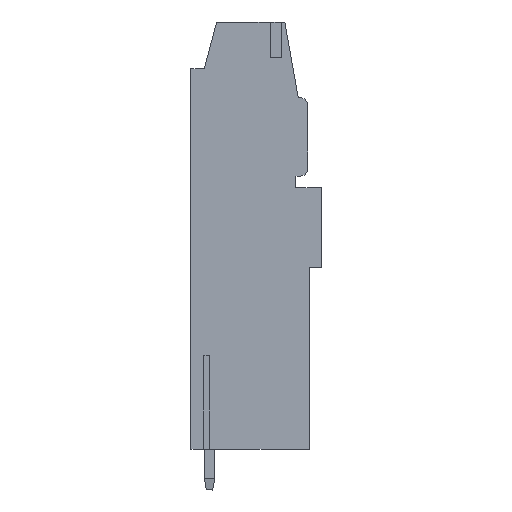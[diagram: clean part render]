
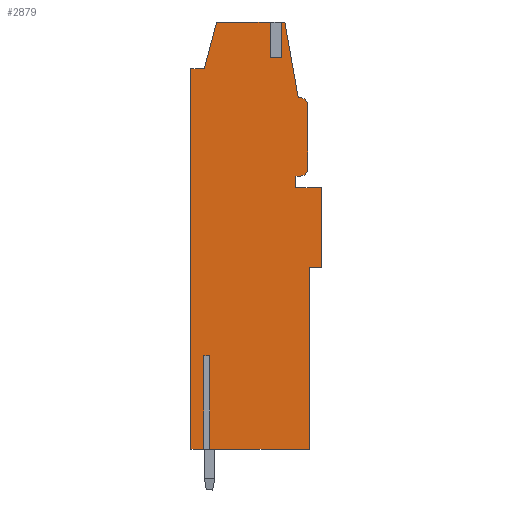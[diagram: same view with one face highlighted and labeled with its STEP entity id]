
A CAD part, left-side view. The second image highlights one B-rep face of the part: STEP entity #2879.
In plain terms, the highlighted planar face has unit normal (-1, 0, 0).
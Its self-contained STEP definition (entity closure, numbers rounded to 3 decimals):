
#1363=AXIS2_PLACEMENT_3D('Circle Axis2P3D',#1361,#1362,$) ;
#1527=AXIS2_PLACEMENT_3D('Circle Axis2P3D',#1525,#1526,$) ;
#2832=AXIS2_PLACEMENT_3D('Plane Axis2P3D',#2829,#2830,#2831) ;
#297=CARTESIAN_POINT('Vertex',(0.45,3.61,37.1)) ;
#300=CARTESIAN_POINT('Line Origine',(0.45,3.61,38.6)) ;
#304=CARTESIAN_POINT('Vertex',(0.45,3.61,40.1)) ;
#387=CARTESIAN_POINT('Vertex',(0.45,4.11,37.1)) ;
#390=CARTESIAN_POINT('Line Origine',(0.45,3.86,37.1)) ;
#424=CARTESIAN_POINT('Vertex',(0.45,8.96,40.1)) ;
#427=CARTESIAN_POINT('Line Origine',(0.45,6.535,40.1)) ;
#431=CARTESIAN_POINT('Vertex',(0.45,4.11,40.1)) ;
#467=CARTESIAN_POINT('Line Origine',(0.45,3.36,40.1)) ;
#471=CARTESIAN_POINT('Vertex',(0.45,3.11,40.1)) ;
#634=CARTESIAN_POINT('Line Origine',(0.45,4.11,38.6)) ;
#764=CARTESIAN_POINT('Vertex',(0.45,10.01,36.1)) ;
#767=CARTESIAN_POINT('Line Origine',(0.45,9.485,38.1)) ;
#833=CARTESIAN_POINT('Vertex',(0.45,11.16,36.1)) ;
#838=CARTESIAN_POINT('Line Origine',(0.45,10.585,36.1)) ;
#880=CARTESIAN_POINT('Vertex',(0.45,11.16,3.5)) ;
#883=CARTESIAN_POINT('Line Origine',(0.45,11.16,19.8)) ;
#1000=CARTESIAN_POINT('Vertex',(0.45,1.001,19.1)) ;
#1003=CARTESIAN_POINT('Line Origine',(0.45,1.001,11.3)) ;
#1007=CARTESIAN_POINT('Vertex',(0.45,1.001,3.5)) ;
#1089=CARTESIAN_POINT('Vertex',(0.45,0.,19.1)) ;
#1092=CARTESIAN_POINT('Line Origine',(0.45,0.501,19.1)) ;
#1165=CARTESIAN_POINT('Vertex',(0.45,0.,25.9)) ;
#1168=CARTESIAN_POINT('Line Origine',(0.45,0.,22.5)) ;
#1265=CARTESIAN_POINT('Vertex',(0.45,2.16,25.9)) ;
#1268=CARTESIAN_POINT('Line Origine',(0.45,1.08,25.9)) ;
#1296=CARTESIAN_POINT('Vertex',(0.45,2.16,26.9)) ;
#1299=CARTESIAN_POINT('Line Origine',(0.45,2.16,26.4)) ;
#1327=CARTESIAN_POINT('Vertex',(0.45,1.76,26.9)) ;
#1330=CARTESIAN_POINT('Line Origine',(0.45,1.96,26.9)) ;
#1358=CARTESIAN_POINT('Vertex',(0.45,1.16,27.5)) ;
#1361=CARTESIAN_POINT('Axis2P3D Location',(0.45,1.76,27.5)) ;
#1389=CARTESIAN_POINT('Vertex',(0.45,1.16,33.)) ;
#1392=CARTESIAN_POINT('Line Origine',(0.45,1.16,30.25)) ;
#1522=CARTESIAN_POINT('Vertex',(0.45,1.76,33.6)) ;
#1525=CARTESIAN_POINT('Axis2P3D Location',(0.45,1.76,33.)) ;
#1553=CARTESIAN_POINT('Vertex',(0.45,1.96,33.6)) ;
#1556=CARTESIAN_POINT('Line Origine',(0.45,1.86,33.6)) ;
#1578=CARTESIAN_POINT('Line Origine',(0.45,2.535,36.85)) ;
#2745=CARTESIAN_POINT('Line Origine',(0.45,10.61,3.5)) ;
#2749=CARTESIAN_POINT('Vertex',(0.45,10.06,3.5)) ;
#2752=CARTESIAN_POINT('Line Origine',(0.45,5.281,3.5)) ;
#2756=CARTESIAN_POINT('Vertex',(0.45,9.56,3.5)) ;
#2829=CARTESIAN_POINT('Axis2P3D Location',(0.45,0.,0.)) ;
#2834=CARTESIAN_POINT('Line Origine',(0.45,10.06,7.5)) ;
#2838=CARTESIAN_POINT('Vertex',(0.45,10.06,11.5)) ;
#2841=CARTESIAN_POINT('Line Origine',(0.45,9.81,11.5)) ;
#2845=CARTESIAN_POINT('Vertex',(0.45,9.56,11.5)) ;
#2848=CARTESIAN_POINT('Line Origine',(0.45,9.56,7.5)) ;
#301=DIRECTION('Vector Direction',(0.,0.,1.)) ;
#391=DIRECTION('Vector Direction',(0.,1.,0.)) ;
#428=DIRECTION('Vector Direction',(0.,-1.,0.)) ;
#468=DIRECTION('Vector Direction',(0.,-1.,0.)) ;
#635=DIRECTION('Vector Direction',(0.,0.,1.)) ;
#768=DIRECTION('Vector Direction',(0.,-0.254,0.967)) ;
#839=DIRECTION('Vector Direction',(0.,-1.,0.)) ;
#884=DIRECTION('Vector Direction',(0.,0.,1.)) ;
#1004=DIRECTION('Vector Direction',(0.,0.,-1.)) ;
#1093=DIRECTION('Vector Direction',(0.,1.,0.)) ;
#1169=DIRECTION('Vector Direction',(0.,0.,-1.)) ;
#1269=DIRECTION('Vector Direction',(0.,-1.,0.)) ;
#1300=DIRECTION('Vector Direction',(0.,0.,-1.)) ;
#1331=DIRECTION('Vector Direction',(0.,1.,0.)) ;
#1362=DIRECTION('Axis2P3D Direction',(-1.,0.,0.)) ;
#1393=DIRECTION('Vector Direction',(0.,0.,-1.)) ;
#1526=DIRECTION('Axis2P3D Direction',(-1.,0.,0.)) ;
#1557=DIRECTION('Vector Direction',(0.,-1.,0.)) ;
#1579=DIRECTION('Vector Direction',(0.,-0.174,-0.985)) ;
#2746=DIRECTION('Vector Direction',(0.,1.,0.)) ;
#2753=DIRECTION('Vector Direction',(0.,1.,0.)) ;
#2830=DIRECTION('Axis2P3D Direction',(-1.,0.,0.)) ;
#2831=DIRECTION('Axis2P3D XDirection',(0.,0.,1.)) ;
#2835=DIRECTION('Vector Direction',(0.,0.,1.)) ;
#2842=DIRECTION('Vector Direction',(0.,-1.,0.)) ;
#2849=DIRECTION('Vector Direction',(0.,0.,1.)) ;
#302=VECTOR('Line Direction',#301,1.) ;
#392=VECTOR('Line Direction',#391,1.) ;
#429=VECTOR('Line Direction',#428,1.) ;
#469=VECTOR('Line Direction',#468,1.) ;
#636=VECTOR('Line Direction',#635,1.) ;
#769=VECTOR('Line Direction',#768,1.) ;
#840=VECTOR('Line Direction',#839,1.) ;
#885=VECTOR('Line Direction',#884,1.) ;
#1005=VECTOR('Line Direction',#1004,1.) ;
#1094=VECTOR('Line Direction',#1093,1.) ;
#1170=VECTOR('Line Direction',#1169,1.) ;
#1270=VECTOR('Line Direction',#1269,1.) ;
#1301=VECTOR('Line Direction',#1300,1.) ;
#1332=VECTOR('Line Direction',#1331,1.) ;
#1394=VECTOR('Line Direction',#1393,1.) ;
#1558=VECTOR('Line Direction',#1557,1.) ;
#1580=VECTOR('Line Direction',#1579,1.) ;
#2747=VECTOR('Line Direction',#2746,1.) ;
#2754=VECTOR('Line Direction',#2753,1.) ;
#2836=VECTOR('Line Direction',#2835,1.) ;
#2843=VECTOR('Line Direction',#2842,1.) ;
#2850=VECTOR('Line Direction',#2849,1.) ;
#2854=ORIENTED_EDGE('',*,*,#2758,.T.) ;
#2855=ORIENTED_EDGE('',*,*,#1009,.T.) ;
#2856=ORIENTED_EDGE('',*,*,#1096,.T.) ;
#2857=ORIENTED_EDGE('',*,*,#1172,.T.) ;
#2858=ORIENTED_EDGE('',*,*,#1272,.T.) ;
#2859=ORIENTED_EDGE('',*,*,#1303,.T.) ;
#2860=ORIENTED_EDGE('',*,*,#1334,.T.) ;
#2861=ORIENTED_EDGE('',*,*,#1365,.T.) ;
#2862=ORIENTED_EDGE('',*,*,#1396,.T.) ;
#2863=ORIENTED_EDGE('',*,*,#1529,.T.) ;
#2864=ORIENTED_EDGE('',*,*,#1560,.T.) ;
#2865=ORIENTED_EDGE('',*,*,#1582,.T.) ;
#2866=ORIENTED_EDGE('',*,*,#473,.T.) ;
#2867=ORIENTED_EDGE('',*,*,#306,.F.) ;
#2868=ORIENTED_EDGE('',*,*,#394,.T.) ;
#2869=ORIENTED_EDGE('',*,*,#638,.T.) ;
#2870=ORIENTED_EDGE('',*,*,#433,.T.) ;
#2871=ORIENTED_EDGE('',*,*,#771,.T.) ;
#2872=ORIENTED_EDGE('',*,*,#842,.T.) ;
#2873=ORIENTED_EDGE('',*,*,#887,.T.) ;
#2874=ORIENTED_EDGE('',*,*,#2751,.T.) ;
#2875=ORIENTED_EDGE('',*,*,#2840,.T.) ;
#2876=ORIENTED_EDGE('',*,*,#2847,.T.) ;
#2877=ORIENTED_EDGE('',*,*,#2852,.F.) ;
#2879=ADVANCED_FACE('HOUSING',(#2878),#2833,.T.) ;
#1364=CIRCLE('generated circle',#1363,0.6) ;
#1528=CIRCLE('generated circle',#1527,0.6) ;
#306=EDGE_CURVE('',#298,#305,#303,.T.) ;
#394=EDGE_CURVE('',#298,#388,#393,.T.) ;
#433=EDGE_CURVE('',#432,#425,#430,.F.) ;
#473=EDGE_CURVE('',#472,#305,#470,.F.) ;
#638=EDGE_CURVE('',#388,#432,#637,.T.) ;
#771=EDGE_CURVE('',#425,#765,#770,.F.) ;
#842=EDGE_CURVE('',#765,#834,#841,.F.) ;
#887=EDGE_CURVE('',#834,#881,#886,.F.) ;
#1009=EDGE_CURVE('',#1008,#1001,#1006,.F.) ;
#1096=EDGE_CURVE('',#1001,#1090,#1095,.F.) ;
#1172=EDGE_CURVE('',#1090,#1166,#1171,.F.) ;
#1272=EDGE_CURVE('',#1166,#1266,#1271,.F.) ;
#1303=EDGE_CURVE('',#1266,#1297,#1302,.F.) ;
#1334=EDGE_CURVE('',#1297,#1328,#1333,.F.) ;
#1365=EDGE_CURVE('',#1328,#1359,#1364,.T.) ;
#1396=EDGE_CURVE('',#1359,#1390,#1395,.F.) ;
#1529=EDGE_CURVE('',#1390,#1523,#1528,.T.) ;
#1560=EDGE_CURVE('',#1523,#1554,#1559,.F.) ;
#1582=EDGE_CURVE('',#1554,#472,#1581,.F.) ;
#2751=EDGE_CURVE('',#881,#2750,#2748,.F.) ;
#2758=EDGE_CURVE('',#2757,#1008,#2755,.F.) ;
#2840=EDGE_CURVE('',#2750,#2839,#2837,.T.) ;
#2847=EDGE_CURVE('',#2839,#2846,#2844,.T.) ;
#2852=EDGE_CURVE('',#2757,#2846,#2851,.T.) ;
#2853=EDGE_LOOP('',(#2854,#2855,#2856,#2857,#2858,#2859,#2860,#2861,#2862,#2863,#2864,#2865,#2866,#2867,#2868,#2869,#2870,#2871,#2872,#2873,#2874,#2875,#2876,#2877)) ;
#2878=FACE_OUTER_BOUND('',#2853,.T.) ;
#303=LINE('Line',#300,#302) ;
#393=LINE('Line',#390,#392) ;
#430=LINE('Line',#427,#429) ;
#470=LINE('Line',#467,#469) ;
#637=LINE('Line',#634,#636) ;
#770=LINE('Line',#767,#769) ;
#841=LINE('Line',#838,#840) ;
#886=LINE('Line',#883,#885) ;
#1006=LINE('Line',#1003,#1005) ;
#1095=LINE('Line',#1092,#1094) ;
#1171=LINE('Line',#1168,#1170) ;
#1271=LINE('Line',#1268,#1270) ;
#1302=LINE('Line',#1299,#1301) ;
#1333=LINE('Line',#1330,#1332) ;
#1395=LINE('Line',#1392,#1394) ;
#1559=LINE('Line',#1556,#1558) ;
#1581=LINE('Line',#1578,#1580) ;
#2748=LINE('Line',#2745,#2747) ;
#2755=LINE('Line',#2752,#2754) ;
#2837=LINE('Line',#2834,#2836) ;
#2844=LINE('Line',#2841,#2843) ;
#2851=LINE('Line',#2848,#2850) ;
#2833=PLANE('',#2832) ;
#298=VERTEX_POINT('',#297) ;
#305=VERTEX_POINT('',#304) ;
#388=VERTEX_POINT('',#387) ;
#425=VERTEX_POINT('',#424) ;
#432=VERTEX_POINT('',#431) ;
#472=VERTEX_POINT('',#471) ;
#765=VERTEX_POINT('',#764) ;
#834=VERTEX_POINT('',#833) ;
#881=VERTEX_POINT('',#880) ;
#1001=VERTEX_POINT('',#1000) ;
#1008=VERTEX_POINT('',#1007) ;
#1090=VERTEX_POINT('',#1089) ;
#1166=VERTEX_POINT('',#1165) ;
#1266=VERTEX_POINT('',#1265) ;
#1297=VERTEX_POINT('',#1296) ;
#1328=VERTEX_POINT('',#1327) ;
#1359=VERTEX_POINT('',#1358) ;
#1390=VERTEX_POINT('',#1389) ;
#1523=VERTEX_POINT('',#1522) ;
#1554=VERTEX_POINT('',#1553) ;
#2750=VERTEX_POINT('',#2749) ;
#2757=VERTEX_POINT('',#2756) ;
#2839=VERTEX_POINT('',#2838) ;
#2846=VERTEX_POINT('',#2845) ;
